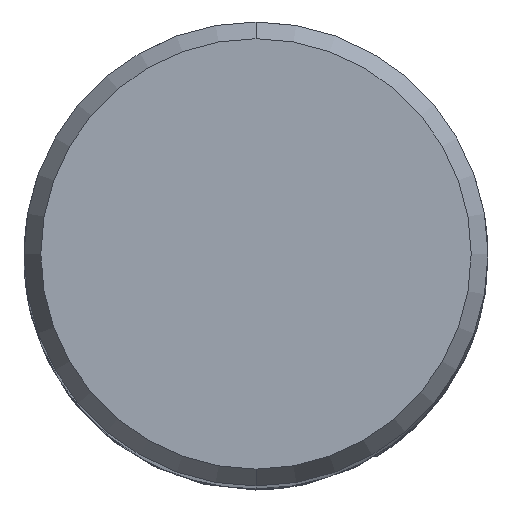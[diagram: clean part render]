
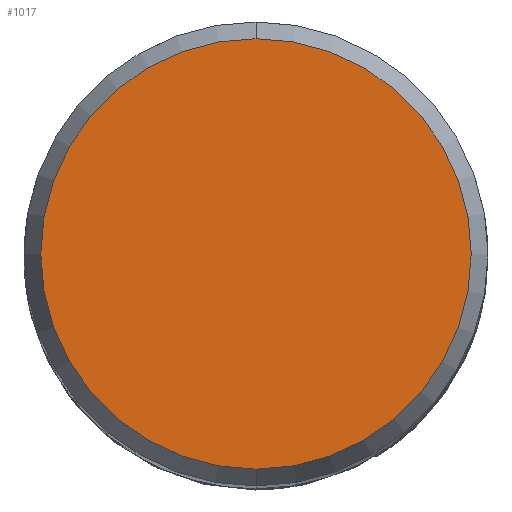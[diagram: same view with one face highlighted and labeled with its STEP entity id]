
A CAD part, top view. The second image highlights one B-rep face of the part: STEP entity #1017.
In plain terms, the highlighted planar face has unit normal (0, 0, 1).
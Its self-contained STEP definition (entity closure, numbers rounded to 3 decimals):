
#649=EDGE_CURVE('',#833,#977,#1660,.T.);
#833=VERTEX_POINT('',#1863);
#977=VERTEX_POINT('',#2027);
#1017=ADVANCED_FACE('',(#2073),#2074,.T.);
#1021=EDGE_CURVE('',#977,#833,#2078,.T.);
#1660=CIRCLE('',#4828,7.423);
#1863=CARTESIAN_POINT('',(0.,-7.423,0.0));
#2027=CARTESIAN_POINT('',(0.0,7.423,0.0));
#2073=FACE_OUTER_BOUND('',#10497,.T.);
#2074=PLANE('',#10498);
#2078=CIRCLE('',#10517,7.423);
#4828=AXIS2_PLACEMENT_3D('',#15692,#15693,#15694);
#10497=EDGE_LOOP('',(#16239,#16240));
#10498=AXIS2_PLACEMENT_3D('',#16241,#16242,#16243);
#10517=AXIS2_PLACEMENT_3D('',#16244,#16245,#16246);
#15692=CARTESIAN_POINT('',(0.0,0.0,0.0));
#15693=DIRECTION('',(0.0,0.0,-1.0));
#15694=DIRECTION('',(0.0,1.0,0.0));
#16239=ORIENTED_EDGE('',*,*,#1021,.F.);
#16240=ORIENTED_EDGE('',*,*,#649,.F.);
#16241=CARTESIAN_POINT('',(0.0,3.711,0.0));
#16242=DIRECTION('',(-0.0,0.0,1.0));
#16243=DIRECTION('',(0.0,-1.0,0.0));
#16244=CARTESIAN_POINT('',(0.0,0.0,0.0));
#16245=DIRECTION('',(0.0,0.0,-1.0));
#16246=DIRECTION('',(0.0,1.0,0.0));
